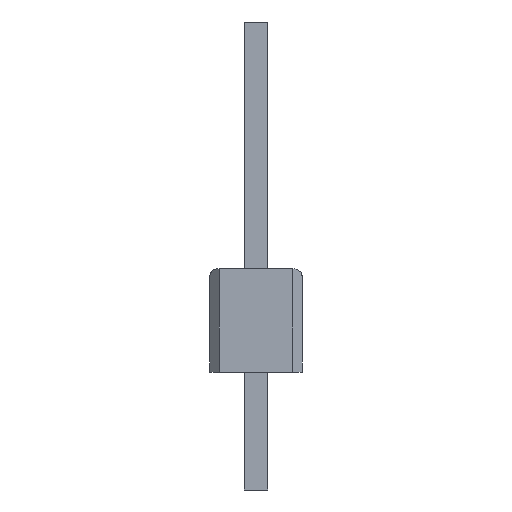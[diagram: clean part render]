
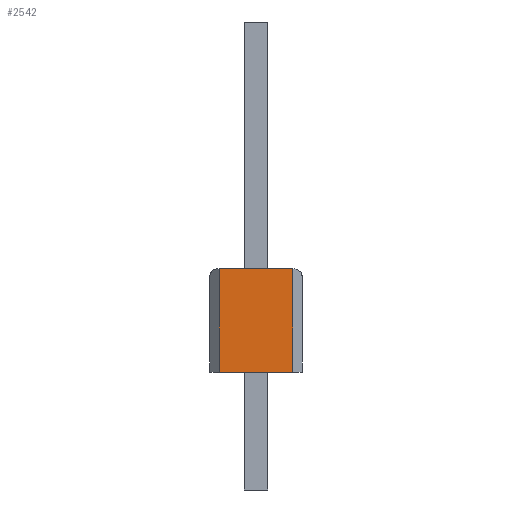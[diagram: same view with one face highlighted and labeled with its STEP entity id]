
A CAD part, left-side view. The second image highlights one B-rep face of the part: STEP entity #2542.
In plain terms, the highlighted planar face has unit normal (-1, 0, 0).
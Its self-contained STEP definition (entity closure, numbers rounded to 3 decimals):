
#134=DIRECTION('',(0.,0.,-1.));
#135=VECTOR('',#134,2.8);
#136=CARTESIAN_POINT('',(-11.43,1.,0.));
#137=LINE('',#136,#135);
#138=DIRECTION('',(0.,-1.,0.));
#139=VECTOR('',#138,2.);
#140=CARTESIAN_POINT('',(-11.43,1.,0.));
#141=LINE('',#140,#139);
#142=DIRECTION('',(0.,0.,-1.));
#143=VECTOR('',#142,2.8);
#144=CARTESIAN_POINT('',(-11.43,-1.,0.));
#145=LINE('',#144,#143);
#154=DIRECTION('',(0.,-1.,0.));
#155=VECTOR('',#154,2.);
#156=CARTESIAN_POINT('',(-11.43,1.,-2.8));
#157=LINE('',#156,#155);
#2122=CARTESIAN_POINT('',(-11.43,1.,0.));
#2123=CARTESIAN_POINT('',(-11.43,-1.,0.));
#2124=VERTEX_POINT('',#2122);
#2125=VERTEX_POINT('',#2123);
#2224=CARTESIAN_POINT('',(-11.43,1.,-2.8));
#2225=VERTEX_POINT('',#2224);
#2226=CARTESIAN_POINT('',(-11.43,-1.,-2.8));
#2227=VERTEX_POINT('',#2226);
#2527=CARTESIAN_POINT('',(-11.43,0.,0.));
#2528=DIRECTION('',(1.,0.,0.));
#2529=DIRECTION('',(0.,0.,-1.));
#2530=AXIS2_PLACEMENT_3D('',#2527,#2528,#2529);
#2531=PLANE('',#2530);
#2533=ORIENTED_EDGE('',*,*,#2532,.F.);
#2535=ORIENTED_EDGE('',*,*,#2534,.F.);
#2537=ORIENTED_EDGE('',*,*,#2536,.T.);
#2539=ORIENTED_EDGE('',*,*,#2538,.T.);
#2540=EDGE_LOOP('',(#2533,#2535,#2537,#2539));
#2541=FACE_OUTER_BOUND('',#2540,.F.);
#2532=EDGE_CURVE('',#2225,#2227,#157,.T.);
#2534=EDGE_CURVE('',#2124,#2225,#137,.T.);
#2536=EDGE_CURVE('',#2124,#2125,#141,.T.);
#2538=EDGE_CURVE('',#2125,#2227,#145,.T.);
#2542=ADVANCED_FACE('',(#2541),#2531,.F.);
